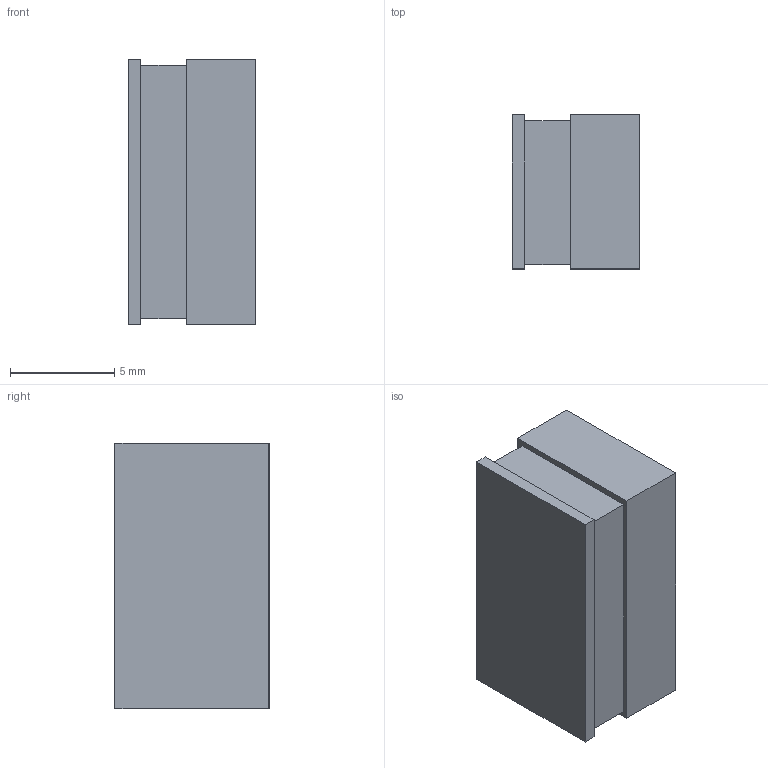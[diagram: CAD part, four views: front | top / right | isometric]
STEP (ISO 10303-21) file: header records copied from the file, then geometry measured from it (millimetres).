
FILE_DESCRIPTION(('produced by SPATIAL CORP'),'2;1');
FILE_NAME( 'l_block_step.prt.hh.sat.stp','2002-04-19T14:11:04+00:00',('SPATIAL CORP'),('SPATIAL CORP'), 'ACIS STEP Husk','http://www.spatial.com','SPATIAL CORP');
FILE_SCHEMA(('CONFIG_CONTROL_DESIGN'));
Length unit declared in the file: millimetre
Products named in the file (1): PRODUCT_ID_1
Bounding box: 6.1 x 7.38 x 12.74 mm (x, y, z)
Volume: 550.1 mm3; surface area: 449.5 mm2
Topology: 1 solids, 1 shells, 17 faces, 40 edges, 26 vertices
Faces by surface type: plane 17
Entity records: 563 total; most frequent: CARTESIAN_POINT 89, ORIENTED_EDGE 80, DIRECTION 72, EDGE_CURVE 40, VECTOR 38, LINE 38, VERTEX_POINT 26, EDGE_LOOP 18
